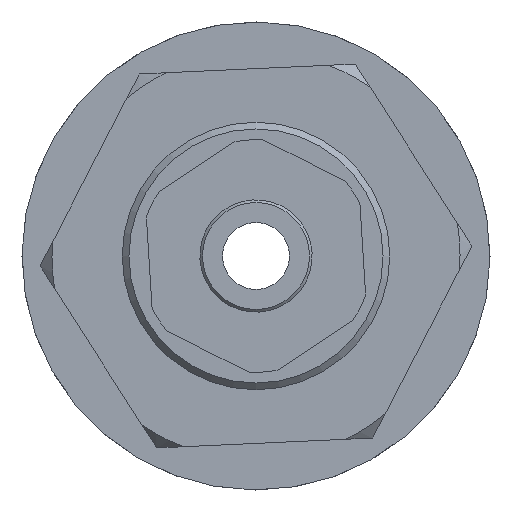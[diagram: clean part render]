
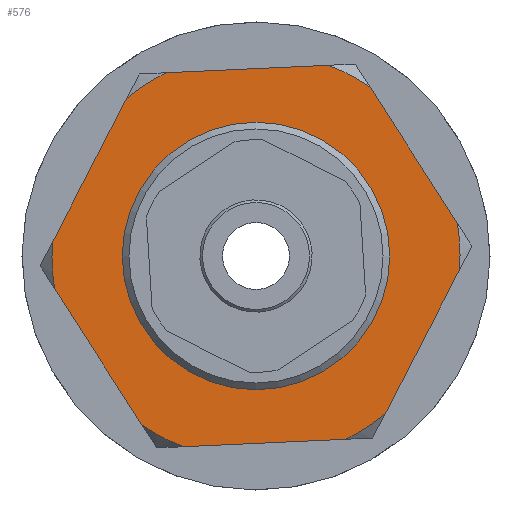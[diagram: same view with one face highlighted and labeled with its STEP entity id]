
A CAD part, front view. The second image highlights one B-rep face of the part: STEP entity #576.
In plain terms, the highlighted face is planar.
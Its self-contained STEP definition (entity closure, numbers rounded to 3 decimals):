
#576=ADVANCED_FACE('',(#1066,#1067),#1068,.F.);
#1066=FACE_BOUND('',#3403,.T.);
#1067=FACE_OUTER_BOUND('',#3404,.T.);
#1068=PLANE('',#3405);
#3403=EDGE_LOOP('',(#4368));
#3404=EDGE_LOOP('',(#4369,#4370,#4371,#4372,#4373,#4374,#4375,#4376,#4377,#4378,#4379,#4380));
#3405=AXIS2_PLACEMENT_3D('',#4381,#4382,#4383);
#4368=ORIENTED_EDGE('',*,*,#4868,.T.);
#4369=ORIENTED_EDGE('',*,*,#4880,.F.);
#4370=ORIENTED_EDGE('',*,*,#4881,.F.);
#4371=ORIENTED_EDGE('',*,*,#4882,.F.);
#4372=ORIENTED_EDGE('',*,*,#4883,.F.);
#4373=ORIENTED_EDGE('',*,*,#4884,.F.);
#4374=ORIENTED_EDGE('',*,*,#4885,.F.);
#4375=ORIENTED_EDGE('',*,*,#4886,.F.);
#4376=ORIENTED_EDGE('',*,*,#4862,.F.);
#4377=ORIENTED_EDGE('',*,*,#4887,.F.);
#4378=ORIENTED_EDGE('',*,*,#4846,.F.);
#4379=ORIENTED_EDGE('',*,*,#4888,.F.);
#4380=ORIENTED_EDGE('',*,*,#4855,.F.);
#4381=CARTESIAN_POINT('',(0.,0.,14.0));
#4382=DIRECTION('',(-1.0,0.,0.0));
#4383=DIRECTION('',(0.,-1.0,0.0));
#4846=EDGE_CURVE('',#5407,#5409,#5410,.T.);
#4855=EDGE_CURVE('',#5424,#5426,#5427,.T.);
#4862=EDGE_CURVE('',#5435,#5437,#5438,.T.);
#4868=EDGE_CURVE('',#5447,#5447,#5448,.T.);
#4880=EDGE_CURVE('',#5465,#5424,#5466,.T.);
#4881=EDGE_CURVE('',#5467,#5465,#5468,.T.);
#4882=EDGE_CURVE('',#5469,#5467,#5470,.T.);
#4883=EDGE_CURVE('',#5471,#5469,#5472,.T.);
#4884=EDGE_CURVE('',#5473,#5471,#5474,.T.);
#4885=EDGE_CURVE('',#5475,#5473,#5476,.T.);
#4886=EDGE_CURVE('',#5437,#5475,#5477,.T.);
#4887=EDGE_CURVE('',#5409,#5435,#5478,.T.);
#4888=EDGE_CURVE('',#5426,#5407,#5479,.T.);
#5407=VERTEX_POINT('',#6906);
#5409=VERTEX_POINT('',#6911);
#5410=LINE('',#6912,#6913);
#5424=VERTEX_POINT('',#6939);
#5426=VERTEX_POINT('',#6944);
#5427=LINE('',#6945,#6946);
#5435=VERTEX_POINT('',#6964);
#5437=VERTEX_POINT('',#6969);
#5438=LINE('',#6970,#6971);
#5447=VERTEX_POINT('',#6988);
#5448=CIRCLE('',#6989,4.459);
#5465=VERTEX_POINT('',#7009);
#5466=CIRCLE('',#7010,7.63);
#5467=VERTEX_POINT('',#7011);
#5468=LINE('',#7012,#7013);
#5469=VERTEX_POINT('',#7014);
#5470=CIRCLE('',#7015,7.63);
#5471=VERTEX_POINT('',#7016);
#5472=LINE('',#7017,#7018);
#5473=VERTEX_POINT('',#7019);
#5474=CIRCLE('',#7020,7.63);
#5475=VERTEX_POINT('',#7021);
#5476=LINE('',#7022,#7023);
#5477=CIRCLE('',#7024,7.63);
#5478=CIRCLE('',#7025,7.63);
#5479=CIRCLE('',#7026,7.63);
#6906=CARTESIAN_POINT('',(0.0,4.544,6.129));
#6911=CARTESIAN_POINT('',(0.0,7.58,0.871));
#6912=CARTESIAN_POINT('',(0.,4.041,7.0));
#6913=VECTOR('',#7456,1.0);
#6939=CARTESIAN_POINT('',(0.0,-3.036,7.0));
#6944=CARTESIAN_POINT('',(0.0,3.036,7.0));
#6945=CARTESIAN_POINT('',(0.,-4.041,7.0));
#6946=VECTOR('',#7460,1.0);
#6964=CARTESIAN_POINT('',(0.0,7.58,-0.871));
#6969=CARTESIAN_POINT('',(0.0,4.544,-6.129));
#6970=CARTESIAN_POINT('',(0.,8.083,0.));
#6971=VECTOR('',#7462,1.0);
#6988=CARTESIAN_POINT('',(0.,-4.459,0.));
#6989=AXIS2_PLACEMENT_3D('',#7465,#7466,#7467);
#7009=CARTESIAN_POINT('',(0.0,-4.544,6.129));
#7010=AXIS2_PLACEMENT_3D('',#7489,#7490,#7491);
#7011=CARTESIAN_POINT('',(0.,-7.58,0.871));
#7012=CARTESIAN_POINT('',(0.,-8.083,0.));
#7013=VECTOR('',#7492,1.0);
#7014=CARTESIAN_POINT('',(0.0,-7.58,-0.871));
#7015=AXIS2_PLACEMENT_3D('',#7493,#7494,#7495);
#7016=CARTESIAN_POINT('',(0.0,-4.544,-6.129));
#7017=CARTESIAN_POINT('',(0.,-4.041,-7.0));
#7018=VECTOR('',#7496,1.0);
#7019=CARTESIAN_POINT('',(0.0,-3.036,-7.0));
#7020=AXIS2_PLACEMENT_3D('',#7497,#7498,#7499);
#7021=CARTESIAN_POINT('',(0.0,3.036,-7.0));
#7022=CARTESIAN_POINT('',(0.,4.041,-7.0));
#7023=VECTOR('',#7500,1.0);
#7024=AXIS2_PLACEMENT_3D('',#7501,#7502,#7503);
#7025=AXIS2_PLACEMENT_3D('',#7504,#7505,#7506);
#7026=AXIS2_PLACEMENT_3D('',#7507,#7508,#7509);
#7456=DIRECTION('',(0.,0.5,-0.866));
#7460=DIRECTION('',(0.,1.0,0.0));
#7462=DIRECTION('',(0.,-0.5,-0.866));
#7465=CARTESIAN_POINT('',(0.0,0.,0.));
#7466=DIRECTION('',(-1.0,0.,0.0));
#7467=DIRECTION('',(0.,-1.0,0.0));
#7489=CARTESIAN_POINT('',(0.,0.,0.0));
#7490=DIRECTION('',(-1.0,0.,0.0));
#7491=DIRECTION('',(0.,-1.0,0.0));
#7492=DIRECTION('',(0.,0.5,0.866));
#7493=CARTESIAN_POINT('',(0.,0.,0.0));
#7494=DIRECTION('',(-1.0,0.,0.0));
#7495=DIRECTION('',(0.,-1.0,0.0));
#7496=DIRECTION('',(0.,-0.5,0.866));
#7497=CARTESIAN_POINT('',(0.,0.,0.0));
#7498=DIRECTION('',(-1.0,0.,0.0));
#7499=DIRECTION('',(0.,-1.0,0.0));
#7500=DIRECTION('',(0.,-1.0,0.0));
#7501=CARTESIAN_POINT('',(0.,0.,0.0));
#7502=DIRECTION('',(-1.0,0.,0.0));
#7503=DIRECTION('',(0.,-1.0,0.0));
#7504=CARTESIAN_POINT('',(0.,0.,0.0));
#7505=DIRECTION('',(-1.0,0.,0.0));
#7506=DIRECTION('',(0.,-1.0,0.0));
#7507=CARTESIAN_POINT('',(0.,0.,0.0));
#7508=DIRECTION('',(-1.0,0.,0.0));
#7509=DIRECTION('',(0.,-1.0,0.0));
